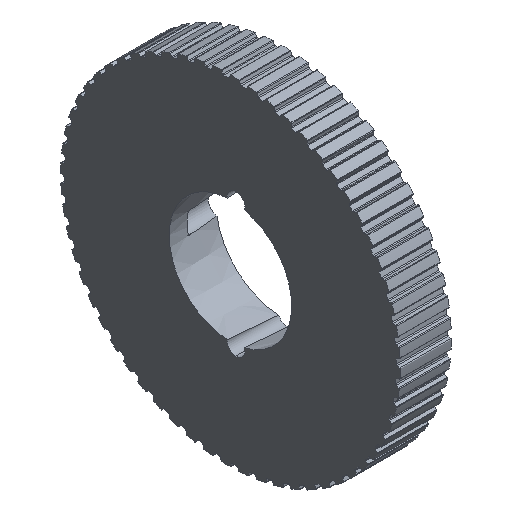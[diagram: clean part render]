
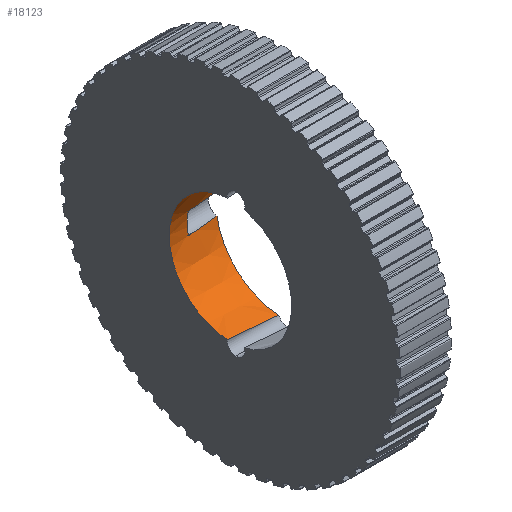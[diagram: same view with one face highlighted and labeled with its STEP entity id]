
A CAD part, isometric view. The second image highlights one B-rep face of the part: STEP entity #18123.
In plain terms, the highlighted conical face has half-angle 4.656 degrees and reference radius 34.874 mm.
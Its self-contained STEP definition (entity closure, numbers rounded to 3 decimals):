
#269 = CARTESIAN_POINT ( 'NONE',  ( 71.046, 116.367, 151.419 ) ) ;
#625 = CARTESIAN_POINT ( 'NONE',  ( 66.411, 115.986, 151.407 ) ) ;
#821 = CARTESIAN_POINT ( 'NONE',  ( 75.09, 116.701, 139.989 ) ) ;
#890 = VERTEX_POINT ( 'NONE', #16848 ) ;
#1034 = CARTESIAN_POINT ( 'NONE',  ( 83.175, 82.966, 145.704 ) ) ;
#1231 = CARTESIAN_POINT ( 'NONE',  ( 67.956, 116.112, 139.994 ) ) ;
#1235 = ORIENTED_EDGE ( 'NONE', *, *, #4687, .F. ) ;
#1471 = B_SPLINE_CURVE_WITH_KNOTS ( 'NONE', 3,
 ( #5488, #15533, #17306, #15770 ),
 .UNSPECIFIED., .F., .F.,
 ( 4, 4 ),
 ( 0.012, 0.017 ),
 .UNSPECIFIED. ) ;
#1766 = CARTESIAN_POINT ( 'NONE',  ( 74.081, 84.697, 179.794 ) ) ;
#2554 = ORIENTED_EDGE ( 'NONE', *, *, #9288, .T. ) ;
#2919 = B_SPLINE_CURVE_WITH_KNOTS ( 'NONE', 3,
 ( #10381, #13195, #8941, #1766, #17506, #4596 ),
 .UNSPECIFIED., .F., .F.,
 ( 4, 2, 4 ),
 ( 0., 0.014, 0.027 ),
 .UNSPECIFIED. ) ;
#3050 = CARTESIAN_POINT ( 'NONE',  ( 71.046, 116.367, 139.989 ) ) ;
#3093 = FACE_OUTER_BOUND ( 'NONE', #4674, .T. ) ;
#3367 = CARTESIAN_POINT ( 'NONE',  ( 83.175, 117.383, 151.328 ) ) ;
#3494 = ORIENTED_EDGE ( 'NONE', *, *, #10978, .F. ) ;
#3765 = CARTESIAN_POINT ( 'NONE',  ( 71.046, 116.367, 151.419 ) ) ;
#3872 = CARTESIAN_POINT ( 'NONE',  ( 66.411, 115.986, 140.002 ) ) ;
#4032 = DIRECTION ( 'NONE',  ( 0., 0., -1. ) ) ;
#4112 = B_SPLINE_CURVE_WITH_KNOTS ( 'NONE', 3,
 ( #3872, #1231, #12668, #4122 ),
 .UNSPECIFIED., .F., .F.,
 ( 4, 4 ),
 ( 0., 0.005 ),
 .UNSPECIFIED. ) ;
#4122 = CARTESIAN_POINT ( 'NONE',  ( 71.046, 116.367, 139.989 ) ) ;
#4143 = CARTESIAN_POINT ( 'NONE',  ( 64.983, 84.768, 112.36 ) ) ;
#4211 = CARTESIAN_POINT ( 'NONE',  ( 55.885, 84.706, 113.099 ) ) ;
#4573 = DIRECTION ( 'NONE',  ( 0., 0., -1. ) ) ;
#4596 = CARTESIAN_POINT ( 'NONE',  ( 83.175, 84.485, 180.546 ) ) ;
#4674 = EDGE_LOOP ( 'NONE', ( #16006, #8470, #5896, #15400, #2554, #16075, #3494, #5640, #8032, #1235 ) ) ;
#4687 = EDGE_CURVE ( 'NONE', #12013, #7688, #14376, .T. ) ;
#4704 = CARTESIAN_POINT ( 'NONE',  ( 55.885, 82.966, 145.704 ) ) ;
#5480 = CARTESIAN_POINT ( 'NONE',  ( 83.175, 84.485, 110.863 ) ) ;
#5488 = CARTESIAN_POINT ( 'NONE',  ( 71.046, 116.367, 151.419 ) ) ;
#5587 = CARTESIAN_POINT ( 'NONE',  ( 83.175, 117.383, 151.328 ) ) ;
#5640 = ORIENTED_EDGE ( 'NONE', *, *, #17309, .F. ) ;
#5684 = EDGE_CURVE ( 'NONE', #890, #15547, #2919, .T. ) ;
#5896 = ORIENTED_EDGE ( 'NONE', *, *, #8107, .F. ) ;
#6063 = CIRCLE ( 'NONE', #18271, 34.874 ) ;
#6488 = AXIS2_PLACEMENT_3D ( 'NONE', #9940, #11337, #4032 ) ;
#6966 = AXIS2_PLACEMENT_3D ( 'NONE', #18084, #12340, #9576 ) ;
#7688 = VERTEX_POINT ( 'NONE', #3765 ) ;
#8032 = ORIENTED_EDGE ( 'NONE', *, *, #18221, .F. ) ;
#8107 = EDGE_CURVE ( 'NONE', #13049, #890, #14445, .T. ) ;
#8372 = CARTESIAN_POINT ( 'NONE',  ( 83.175, 84.485, 180.546 ) ) ;
#8470 = ORIENTED_EDGE ( 'NONE', *, *, #5684, .F. ) ;
#8578 = EDGE_CURVE ( 'NONE', #9532, #14540, #17270, .T. ) ;
#8796 = EDGE_CURVE ( 'NONE', #13881, #13049, #12658, .T. ) ;
#8941 = CARTESIAN_POINT ( 'NONE',  ( 64.984, 84.768, 179.048 ) ) ;
#8975 = CARTESIAN_POINT ( 'NONE',  ( 75.09, 116.701, 151.419 ) ) ;
#8985 = DIRECTION ( 'NONE',  ( 1., 0., 0. ) ) ;
#9110 = CARTESIAN_POINT ( 'NONE',  ( 66.411, 82.966, 145.704 ) ) ;
#9288 = EDGE_CURVE ( 'NONE', #13881, #14540, #6063, .T. ) ;
#9532 = VERTEX_POINT ( 'NONE', #3050 ) ;
#9576 = DIRECTION ( 'NONE',  ( 0., 0., -1. ) ) ;
#9773 = EDGE_CURVE ( 'NONE', #12013, #15547, #18654, .T. ) ;
#9940 = CARTESIAN_POINT ( 'NONE',  ( 83.175, 82.966, 145.704 ) ) ;
#10381 = CARTESIAN_POINT ( 'NONE',  ( 55.885, 84.706, 178.31 ) ) ;
#10487 = DIRECTION ( 'NONE',  ( -1., 0., 0. ) ) ;
#10953 = CARTESIAN_POINT ( 'NONE',  ( 74.08, 84.697, 111.615 ) ) ;
#10978 = EDGE_CURVE ( 'NONE', #14254, #9532, #4112, .T. ) ;
#11074 = CARTESIAN_POINT ( 'NONE',  ( 83.175, 84.485, 110.863 ) ) ;
#11177 = DIRECTION ( 'NONE',  ( 0., 0., -1. ) ) ;
#11337 = DIRECTION ( 'NONE',  ( 1., 0., 0. ) ) ;
#11973 = DIRECTION ( 'NONE',  ( 0., 0., 1. ) ) ;
#12013 = VERTEX_POINT ( 'NONE', #5587 ) ;
#12340 = DIRECTION ( 'NONE',  ( 1., 0., 0. ) ) ;
#12658 = B_SPLINE_CURVE_WITH_KNOTS ( 'NONE', 3,
 ( #5480, #15519, #10953, #4143, #15762, #4211 ),
 .UNSPECIFIED., .F., .F.,
 ( 4, 2, 4 ),
 ( 0., 0.014, 0.027 ),
 .UNSPECIFIED. ) ;
#12668 = CARTESIAN_POINT ( 'NONE',  ( 69.501, 116.239, 139.989 ) ) ;
#12790 = CIRCLE ( 'NONE', #15975, 33.509 ) ;
#12861 = VERTEX_POINT ( 'NONE', #625 ) ;
#13049 = VERTEX_POINT ( 'NONE', #16582 ) ;
#13195 = CARTESIAN_POINT ( 'NONE',  ( 60.434, 84.759, 178.678 ) ) ;
#13498 = CARTESIAN_POINT ( 'NONE',  ( 66.411, 115.986, 140.002 ) ) ;
#13881 = VERTEX_POINT ( 'NONE', #11074 ) ;
#14254 = VERTEX_POINT ( 'NONE', #13498 ) ;
#14376 = B_SPLINE_CURVE_WITH_KNOTS ( 'NONE', 3,
 ( #3367, #17591, #8975, #269 ),
 .UNSPECIFIED., .F., .F.,
 ( 4, 4 ),
 ( 0., 0.012 ),
 .UNSPECIFIED. ) ;
#14445 = CIRCLE ( 'NONE', #14883, 32.652 ) ;
#14540 = VERTEX_POINT ( 'NONE', #18666 ) ;
#14883 = AXIS2_PLACEMENT_3D ( 'NONE', #4704, #8985, #4573 ) ;
#14977 = CARTESIAN_POINT ( 'NONE',  ( 71.046, 116.367, 139.989 ) ) ;
#15369 = DIRECTION ( 'NONE',  ( 1., 0., 0. ) ) ;
#15400 = ORIENTED_EDGE ( 'NONE', *, *, #8796, .F. ) ;
#15519 = CARTESIAN_POINT ( 'NONE',  ( 78.628, 84.618, 111.24 ) ) ;
#15533 = CARTESIAN_POINT ( 'NONE',  ( 69.501, 116.239, 151.419 ) ) ;
#15547 = VERTEX_POINT ( 'NONE', #8372 ) ;
#15762 = CARTESIAN_POINT ( 'NONE',  ( 60.434, 84.759, 112.731 ) ) ;
#15770 = CARTESIAN_POINT ( 'NONE',  ( 66.411, 115.986, 151.407 ) ) ;
#15975 = AXIS2_PLACEMENT_3D ( 'NONE', #9110, #10487, #11973 ) ;
#16006 = ORIENTED_EDGE ( 'NONE', *, *, #9773, .T. ) ;
#16075 = ORIENTED_EDGE ( 'NONE', *, *, #8578, .F. ) ;
#16468 = CARTESIAN_POINT ( 'NONE',  ( 79.133, 117.04, 140.018 ) ) ;
#16582 = CARTESIAN_POINT ( 'NONE',  ( 55.885, 84.706, 113.099 ) ) ;
#16660 = CARTESIAN_POINT ( 'NONE',  ( 83.175, 117.383, 140.081 ) ) ;
#16798 = CONICAL_SURFACE ( 'NONE', #6488, 34.874, 0.081 ) ;
#16848 = CARTESIAN_POINT ( 'NONE',  ( 55.885, 84.706, 178.31 ) ) ;
#17270 = B_SPLINE_CURVE_WITH_KNOTS ( 'NONE', 3,
 ( #14977, #821, #16468, #16660 ),
 .UNSPECIFIED., .F., .F.,
 ( 4, 4 ),
 ( 0.005, 0.017 ),
 .UNSPECIFIED. ) ;
#17306 = CARTESIAN_POINT ( 'NONE',  ( 67.956, 116.112, 151.415 ) ) ;
#17309 = EDGE_CURVE ( 'NONE', #12861, #14254, #12790, .T. ) ;
#17506 = CARTESIAN_POINT ( 'NONE',  ( 78.628, 84.618, 180.169 ) ) ;
#17591 = CARTESIAN_POINT ( 'NONE',  ( 79.133, 117.04, 151.39 ) ) ;
#18084 = CARTESIAN_POINT ( 'NONE',  ( 83.175, 82.966, 145.704 ) ) ;
#18123 = ADVANCED_FACE ( 'NONE', ( #3093 ), #16798, .F. ) ;
#18221 = EDGE_CURVE ( 'NONE', #7688, #12861, #1471, .T. ) ;
#18271 = AXIS2_PLACEMENT_3D ( 'NONE', #1034, #15369, #11177 ) ;
#18654 = CIRCLE ( 'NONE', #6966, 34.874 ) ;
#18666 = CARTESIAN_POINT ( 'NONE',  ( 83.175, 117.383, 140.081 ) ) ;
